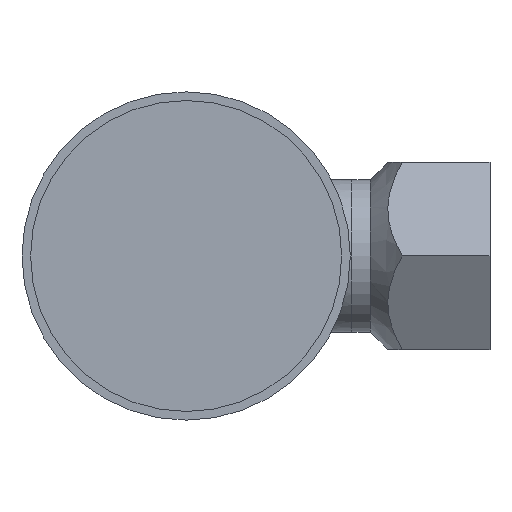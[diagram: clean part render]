
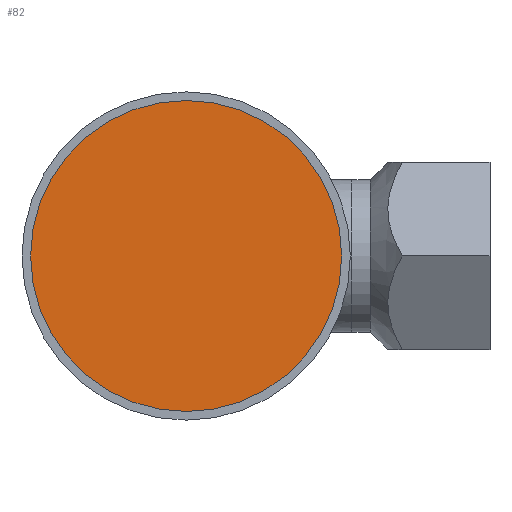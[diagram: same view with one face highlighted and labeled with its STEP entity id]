
A CAD part, front view. The second image highlights one B-rep face of the part: STEP entity #82.
In plain terms, the highlighted planar face has unit normal (0, -1, 0).
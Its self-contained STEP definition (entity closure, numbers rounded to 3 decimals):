
#82 = ADVANCED_FACE( '', ( #177 ), #178, .F. );
#177 = FACE_OUTER_BOUND( '', #295, .T. );
#178 = PLANE( '', #296 );
#295 = EDGE_LOOP( '', ( #435 ) );
#296 = AXIS2_PLACEMENT_3D( '', #436, #437, #438 );
#435 = ORIENTED_EDGE( '', *, *, #588, .F. );
#436 = CARTESIAN_POINT( '', ( 0., -76., 0. ) );
#437 = DIRECTION( '', ( 0., 1., 0. ) );
#438 = DIRECTION( '', ( 0., 0., 1. ) );
#588 = EDGE_CURVE( '', #671, #671, #672, .T. );
#671 = VERTEX_POINT( '', #827 );
#672 = CIRCLE( '', #828, 54. );
#827 = CARTESIAN_POINT( '', ( 54., -76., 0. ) );
#828 = AXIS2_PLACEMENT_3D( '', #1106, #1107, #1108 );
#1106 = CARTESIAN_POINT( '', ( 0., -76., 0. ) );
#1107 = DIRECTION( '', ( 0., 1., 0. ) );
#1108 = DIRECTION( '', ( 1., 0., 0. ) );
